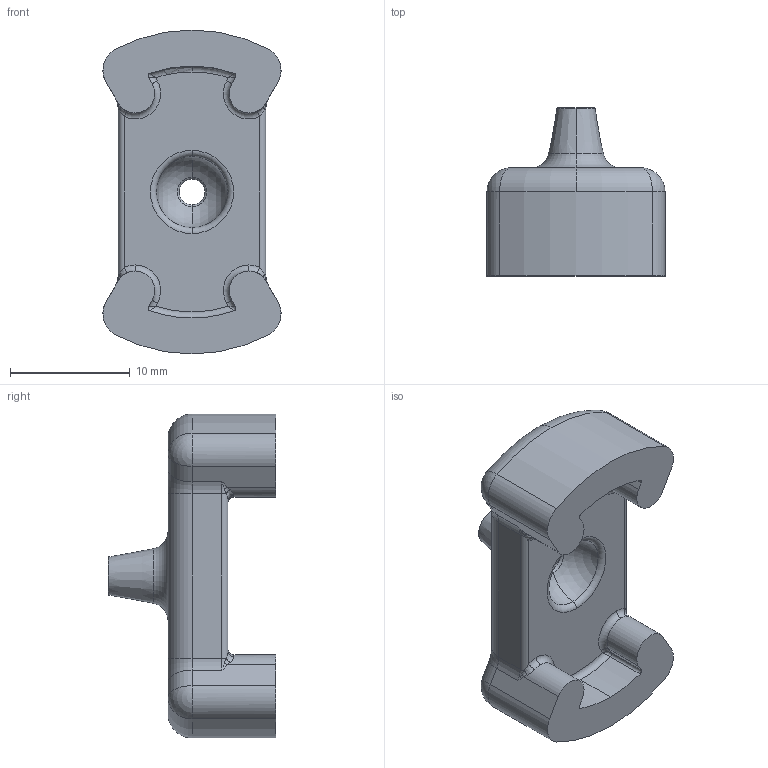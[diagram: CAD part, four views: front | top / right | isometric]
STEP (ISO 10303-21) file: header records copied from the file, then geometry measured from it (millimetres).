
FILE_DESCRIPTION (( 'STEP AP214' ), '1' );
FILE_NAME ('fiber_led_coupler.STEP', '2019-07-22T08:28:40', ( '' ), ( '' ), 'SwSTEP 2.0', 'SolidWorks 2015', '' );
FILE_SCHEMA (( 'AUTOMOTIVE_DESIGN' ));
Length unit declared in the file: millimetre
Products named in the file (1): fiber_led_coupler
Bounding box: 14.84 x 14 x 27 mm (x, y, z)
Volume: 2084.7 mm3; surface area: 1431.5 mm2
Topology: 1 solids, 1 shells, 109 faces, 264 edges, 146 vertices
Faces by surface type: cylinder 38, torus 30, bspline 16, plane 15, sphere 6, cone 4
Entity records: 3394 total; most frequent: CARTESIAN_POINT 940, DIRECTION 546, ORIENTED_EDGE 496, EDGE_CURVE 248, AXIS2_PLACEMENT_3D 236, VERTEX_POINT 142, CIRCLE 142, EDGE_LOOP 112
